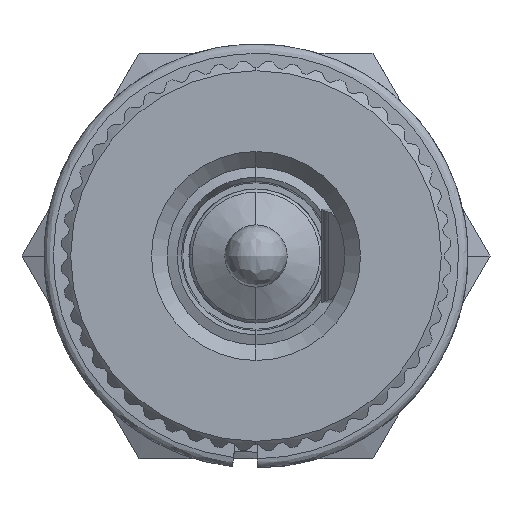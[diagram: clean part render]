
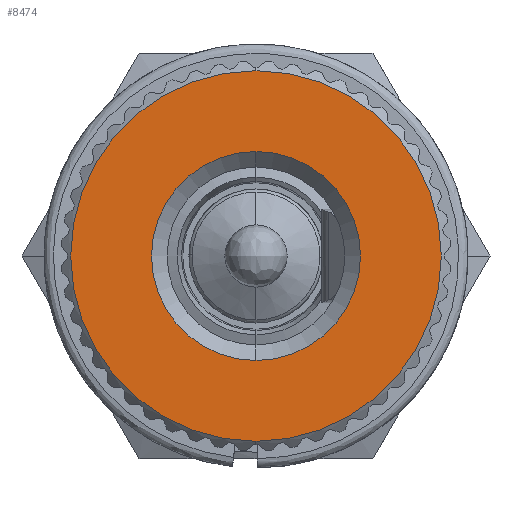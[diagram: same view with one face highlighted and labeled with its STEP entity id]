
A CAD part, left-side view. The second image highlights one B-rep face of the part: STEP entity #8474.
In plain terms, the highlighted planar face has unit normal (-1, 0, 0).
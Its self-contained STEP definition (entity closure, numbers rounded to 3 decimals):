
#338 = CIRCLE ( 'NONE', #14650, 5.943 ) ;
#419 = DIRECTION ( 'NONE',  ( 0., 0., -1. ) ) ;
#453 = CIRCLE ( 'NONE', #19320, 3.35 ) ;
#597 = PLANE ( 'NONE',  #13215 ) ;
#1125 = DIRECTION ( 'NONE',  ( 0., 0., -1. ) ) ;
#1755 = CARTESIAN_POINT ( 'NONE',  ( 0., 0., 0. ) ) ;
#2078 = DIRECTION ( 'NONE',  ( 0., 0., -1. ) ) ;
#2566 = VERTEX_POINT ( 'NONE', #4634 ) ;
#3349 = CARTESIAN_POINT ( 'NONE',  ( 0., 0., 0. ) ) ;
#4634 = CARTESIAN_POINT ( 'NONE',  ( 0., 0., 5.943 ) ) ;
#5599 = VERTEX_POINT ( 'NONE', #14668 ) ;
#6335 = VERTEX_POINT ( 'NONE', #14521 ) ;
#6508 = CARTESIAN_POINT ( 'NONE',  ( 0., 0., 0. ) ) ;
#6578 = EDGE_CURVE ( 'NONE', #13445, #2566, #16814, .T. ) ;
#7067 = AXIS2_PLACEMENT_3D ( 'NONE', #1755, #13829, #18220 ) ;
#7163 = CARTESIAN_POINT ( 'NONE',  ( 0., 0., 0. ) ) ;
#7685 = EDGE_CURVE ( 'NONE', #6335, #5599, #453, .T. ) ;
#7947 = ORIENTED_EDGE ( 'NONE', *, *, #10661, .T. ) ;
#8030 = CARTESIAN_POINT ( 'NONE',  ( 0., 0., 0. ) ) ;
#8348 = CARTESIAN_POINT ( 'NONE',  ( 0., 0., -5.943 ) ) ;
#8474 = ADVANCED_FACE ( 'NONE', ( #12583, #8853 ), #597, .F. ) ;
#8853 = FACE_OUTER_BOUND ( 'NONE', #13576, .T. ) ;
#9114 = ORIENTED_EDGE ( 'NONE', *, *, #7685, .T. ) ;
#9435 = ORIENTED_EDGE ( 'NONE', *, *, #6578, .F. ) ;
#10661 = EDGE_CURVE ( 'NONE', #5599, #6335, #12565, .T. ) ;
#10860 = DIRECTION ( 'NONE',  ( 1., 0., 0. ) ) ;
#10972 = DIRECTION ( 'NONE',  ( 0., 0., -1. ) ) ;
#12454 = AXIS2_PLACEMENT_3D ( 'NONE', #8030, #17100, #10972 ) ;
#12565 = CIRCLE ( 'NONE', #12454, 3.35 ) ;
#12583 = FACE_BOUND ( 'NONE', #18068, .T. ) ;
#12779 = ORIENTED_EDGE ( 'NONE', *, *, #15383, .F. ) ;
#13215 = AXIS2_PLACEMENT_3D ( 'NONE', #6508, #16765, #2078 ) ;
#13445 = VERTEX_POINT ( 'NONE', #8348 ) ;
#13576 = EDGE_LOOP ( 'NONE', ( #9435, #12779 ) ) ;
#13829 = DIRECTION ( 'NONE',  ( 1., 0., 0. ) ) ;
#14480 = DIRECTION ( 'NONE',  ( 1., 0., 0. ) ) ;
#14521 = CARTESIAN_POINT ( 'NONE',  ( 0., 0., 3.35 ) ) ;
#14650 = AXIS2_PLACEMENT_3D ( 'NONE', #7163, #14480, #1125 ) ;
#14668 = CARTESIAN_POINT ( 'NONE',  ( 0., 0., -3.35 ) ) ;
#15383 = EDGE_CURVE ( 'NONE', #2566, #13445, #338, .T. ) ;
#16765 = DIRECTION ( 'NONE',  ( 1., 0., 0. ) ) ;
#16814 = CIRCLE ( 'NONE', #7067, 5.943 ) ;
#17100 = DIRECTION ( 'NONE',  ( 1., 0., 0. ) ) ;
#18068 = EDGE_LOOP ( 'NONE', ( #9114, #7947 ) ) ;
#18220 = DIRECTION ( 'NONE',  ( 0., 0., -1. ) ) ;
#19320 = AXIS2_PLACEMENT_3D ( 'NONE', #3349, #10860, #419 ) ;
